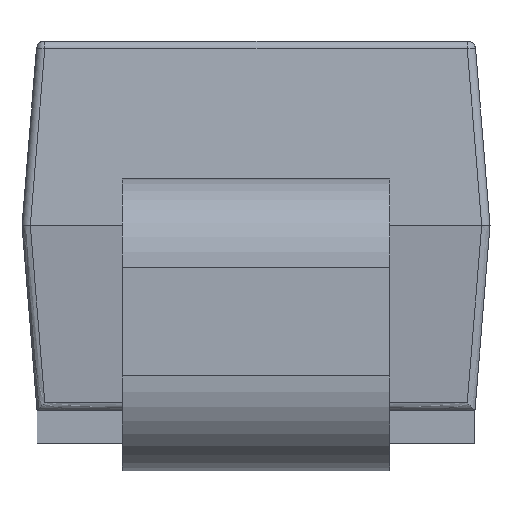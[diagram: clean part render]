
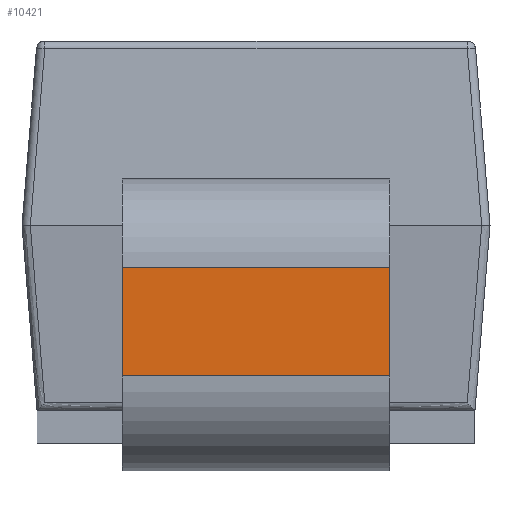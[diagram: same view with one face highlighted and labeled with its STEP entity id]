
A CAD part, left-side view. The second image highlights one B-rep face of the part: STEP entity #10421.
In plain terms, the highlighted planar face has unit normal (-1, 0, 0).
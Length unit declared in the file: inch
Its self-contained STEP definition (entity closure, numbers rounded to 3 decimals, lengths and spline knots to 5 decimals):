
#10198 = PLANE('',#10199);
#10199 = AXIS2_PLACEMENT_3D('',#10200,#10201,#10202);
#10200 = CARTESIAN_POINT('',(-0.07512,-0.0315,
    0.));
#10201 = DIRECTION('',(-0.,-1.,0.));
#10202 = DIRECTION('',(0.,0.,1.));
#10252 = PLANE('',#10253);
#10253 = AXIS2_PLACEMENT_3D('',#10254,#10255,#10256);
#10254 = CARTESIAN_POINT('',(-0.07512,0.0315,
    0.));
#10255 = DIRECTION('',(-0.,-1.,0.));
#10256 = DIRECTION('',(0.,0.,1.));
#10285 = CYLINDRICAL_SURFACE('',#10286,0.02085);
#10286 = AXIS2_PLACEMENT_3D('',#10287,#10288,#10289);
#10287 = CARTESIAN_POINT('',(-0.08693,0.0315,
    -0.00982));
#10288 = DIRECTION('',(0.,1.,0.));
#10289 = DIRECTION('',(-1.,0.,0.));
#10342 = EDGE_CURVE('',#10343,#10345,#10347,.T.);
#10343 = VERTEX_POINT('',#10344);
#10344 = CARTESIAN_POINT('',(-0.10777,0.0315,
    -0.00982));
#10345 = VERTEX_POINT('',#10346);
#10346 = CARTESIAN_POINT('',(-0.10777,-0.0315,
    -0.00982));
#10347 = SURFACE_CURVE('',#10348,(#10352,#10358),.PCURVE_S1.);
#10348 = LINE('',#10349,#10350);
#10349 = CARTESIAN_POINT('',(-0.10777,0.0315,
    -0.00982));
#10350 = VECTOR('',#10351,0.03937);
#10351 = DIRECTION('',(0.,-1.,0.));
#10352 = PCURVE('',#10285,#10353);
#10353 = DEFINITIONAL_REPRESENTATION('',(#10354),#10357);
#10354 = B_SPLINE_CURVE_WITH_KNOTS('',1,(#10355,#10356),.UNSPECIFIED.,
  .F.,.F.,(2,2),(0.,1.6),.PIECEWISE_BEZIER_KNOTS.);
#10355 = CARTESIAN_POINT('',(0.,0.));
#10356 = CARTESIAN_POINT('',(0.,-0.063));
#10357 = ( GEOMETRIC_REPRESENTATION_CONTEXT(2) 
PARAMETRIC_REPRESENTATION_CONTEXT() REPRESENTATION_CONTEXT('2D SPACE',''
  ) );
#10358 = PCURVE('',#10359,#10364);
#10359 = PLANE('',#10360);
#10360 = AXIS2_PLACEMENT_3D('',#10361,#10362,#10363);
#10361 = CARTESIAN_POINT('',(-0.10777,0.0315,
    -0.03541));
#10362 = DIRECTION('',(1.,0.,0.));
#10363 = DIRECTION('',(-0.,0.,-1.));
#10364 = DEFINITIONAL_REPRESENTATION('',(#10365),#10369);
#10365 = LINE('',#10366,#10367);
#10366 = CARTESIAN_POINT('',(-0.026,0.));
#10367 = VECTOR('',#10368,1.);
#10368 = DIRECTION('',(0.,-1.));
#10369 = ( GEOMETRIC_REPRESENTATION_CONTEXT(2) 
PARAMETRIC_REPRESENTATION_CONTEXT() REPRESENTATION_CONTEXT('2D SPACE',''
  ) );
#10421 = ADVANCED_FACE('',(#10422),#10359,.F.);
#10422 = FACE_BOUND('',#10423,.T.);
#10423 = EDGE_LOOP('',(#10424,#10453,#10474,#10475));
#10424 = ORIENTED_EDGE('',*,*,#10425,.T.);
#10425 = EDGE_CURVE('',#10426,#10428,#10430,.T.);
#10426 = VERTEX_POINT('',#10427);
#10427 = CARTESIAN_POINT('',(-0.10777,0.0315,
    -0.03541));
#10428 = VERTEX_POINT('',#10429);
#10429 = CARTESIAN_POINT('',(-0.10777,-0.0315,
    -0.03541));
#10430 = SURFACE_CURVE('',#10431,(#10435,#10442),.PCURVE_S1.);
#10431 = LINE('',#10432,#10433);
#10432 = CARTESIAN_POINT('',(-0.10777,0.0315,
    -0.03541));
#10433 = VECTOR('',#10434,0.03937);
#10434 = DIRECTION('',(0.,-1.,0.));
#10435 = PCURVE('',#10359,#10436);
#10436 = DEFINITIONAL_REPRESENTATION('',(#10437),#10441);
#10437 = LINE('',#10438,#10439);
#10438 = CARTESIAN_POINT('',(-0.,0.));
#10439 = VECTOR('',#10440,1.);
#10440 = DIRECTION('',(0.,-1.));
#10441 = ( GEOMETRIC_REPRESENTATION_CONTEXT(2) 
PARAMETRIC_REPRESENTATION_CONTEXT() REPRESENTATION_CONTEXT('2D SPACE',''
  ) );
#10442 = PCURVE('',#10443,#10448);
#10443 = CYLINDRICAL_SURFACE('',#10444,0.02244);
#10444 = AXIS2_PLACEMENT_3D('',#10445,#10446,#10447);
#10445 = CARTESIAN_POINT('',(-0.08533,0.0315,
    -0.03541));
#10446 = DIRECTION('',(0.,1.,0.));
#10447 = DIRECTION('',(-1.,0.,0.));
#10448 = DEFINITIONAL_REPRESENTATION('',(#10449),#10452);
#10449 = B_SPLINE_CURVE_WITH_KNOTS('',1,(#10450,#10451),.UNSPECIFIED.,
  .F.,.F.,(2,2),(0.,1.6),.PIECEWISE_BEZIER_KNOTS.);
#10450 = CARTESIAN_POINT('',(6.283,0.));
#10451 = CARTESIAN_POINT('',(6.283,-0.063));
#10452 = ( GEOMETRIC_REPRESENTATION_CONTEXT(2) 
PARAMETRIC_REPRESENTATION_CONTEXT() REPRESENTATION_CONTEXT('2D SPACE',''
  ) );
#10453 = ORIENTED_EDGE('',*,*,#10454,.T.);
#10454 = EDGE_CURVE('',#10428,#10345,#10455,.T.);
#10455 = SURFACE_CURVE('',#10456,(#10460,#10467),.PCURVE_S1.);
#10456 = LINE('',#10457,#10458);
#10457 = CARTESIAN_POINT('',(-0.10777,-0.0315,
    -0.03541));
#10458 = VECTOR('',#10459,0.03937);
#10459 = DIRECTION('',(0.,0.,1.));
#10460 = PCURVE('',#10359,#10461);
#10461 = DEFINITIONAL_REPRESENTATION('',(#10462),#10466);
#10462 = LINE('',#10463,#10464);
#10463 = CARTESIAN_POINT('',(0.,-0.063));
#10464 = VECTOR('',#10465,1.);
#10465 = DIRECTION('',(-1.,0.));
#10466 = ( GEOMETRIC_REPRESENTATION_CONTEXT(2) 
PARAMETRIC_REPRESENTATION_CONTEXT() REPRESENTATION_CONTEXT('2D SPACE',''
  ) );
#10467 = PCURVE('',#10198,#10468);
#10468 = DEFINITIONAL_REPRESENTATION('',(#10469),#10473);
#10469 = LINE('',#10470,#10471);
#10470 = CARTESIAN_POINT('',(-0.035,0.033));
#10471 = VECTOR('',#10472,1.);
#10472 = DIRECTION('',(1.,-0.));
#10473 = ( GEOMETRIC_REPRESENTATION_CONTEXT(2) 
PARAMETRIC_REPRESENTATION_CONTEXT() REPRESENTATION_CONTEXT('2D SPACE',''
  ) );
#10474 = ORIENTED_EDGE('',*,*,#10342,.F.);
#10475 = ORIENTED_EDGE('',*,*,#10476,.F.);
#10476 = EDGE_CURVE('',#10426,#10343,#10477,.T.);
#10477 = SURFACE_CURVE('',#10478,(#10482,#10489),.PCURVE_S1.);
#10478 = LINE('',#10479,#10480);
#10479 = CARTESIAN_POINT('',(-0.10777,0.0315,
    -0.03541));
#10480 = VECTOR('',#10481,0.03937);
#10481 = DIRECTION('',(0.,0.,1.));
#10482 = PCURVE('',#10359,#10483);
#10483 = DEFINITIONAL_REPRESENTATION('',(#10484),#10488);
#10484 = LINE('',#10485,#10486);
#10485 = CARTESIAN_POINT('',(0.,0.));
#10486 = VECTOR('',#10487,1.);
#10487 = DIRECTION('',(-1.,0.));
#10488 = ( GEOMETRIC_REPRESENTATION_CONTEXT(2) 
PARAMETRIC_REPRESENTATION_CONTEXT() REPRESENTATION_CONTEXT('2D SPACE',''
  ) );
#10489 = PCURVE('',#10252,#10490);
#10490 = DEFINITIONAL_REPRESENTATION('',(#10491),#10495);
#10491 = LINE('',#10492,#10493);
#10492 = CARTESIAN_POINT('',(-0.035,0.033));
#10493 = VECTOR('',#10494,1.);
#10494 = DIRECTION('',(1.,-0.));
#10495 = ( GEOMETRIC_REPRESENTATION_CONTEXT(2) 
PARAMETRIC_REPRESENTATION_CONTEXT() REPRESENTATION_CONTEXT('2D SPACE',''
  ) );
